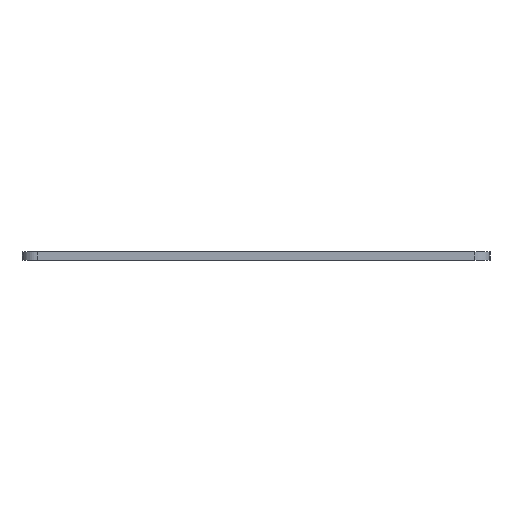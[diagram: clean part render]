
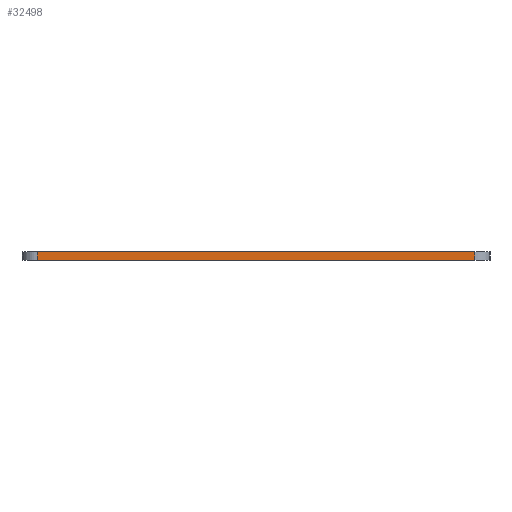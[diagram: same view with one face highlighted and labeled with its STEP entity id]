
A CAD part, left-side view. The second image highlights one B-rep face of the part: STEP entity #32498.
In plain terms, the highlighted planar face has unit normal (-1, 0, 0).
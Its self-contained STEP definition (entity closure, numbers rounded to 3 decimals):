
#84 = PLANE('',#85);
#85 = AXIS2_PLACEMENT_3D('',#86,#87,#88);
#86 = CARTESIAN_POINT('',(190.5,-152.4,1.6));
#87 = DIRECTION('',(0.,0.,1.));
#88 = DIRECTION('',(1.,0.,-0.));
#139 = PLANE('',#140);
#140 = AXIS2_PLACEMENT_3D('',#141,#142,#143);
#141 = CARTESIAN_POINT('',(190.5,-152.4,0.));
#142 = DIRECTION('',(0.,0.,1.));
#143 = DIRECTION('',(1.,0.,-0.));
#248 = CYLINDRICAL_SURFACE('',#249,3.);
#249 = AXIS2_PLACEMENT_3D('',#250,#251,#252);
#250 = CARTESIAN_POINT('',(42.775,-108.7,0.));
#251 = DIRECTION('',(-0.,-0.,-1.));
#252 = DIRECTION('',(1.,0.,-0.));
#309 = VERTEX_POINT('',#310);
#310 = CARTESIAN_POINT('',(39.775,-108.7,0.));
#332 = EDGE_CURVE('',#333,#309,#335,.T.);
#333 = VERTEX_POINT('',#334);
#334 = CARTESIAN_POINT('',(39.775,-196.1,0.));
#335 = SURFACE_CURVE('',#336,(#340,#347),.PCURVE_S1.);
#336 = LINE('',#337,#338);
#337 = CARTESIAN_POINT('',(39.775,-196.1,0.));
#338 = VECTOR('',#339,1.);
#339 = DIRECTION('',(0.,1.,0.));
#340 = PCURVE('',#139,#341);
#341 = DEFINITIONAL_REPRESENTATION('',(#342),#346);
#342 = LINE('',#343,#344);
#343 = CARTESIAN_POINT('',(-150.725,-43.7));
#344 = VECTOR('',#345,1.);
#345 = DIRECTION('',(0.,1.));
#346 = ( GEOMETRIC_REPRESENTATION_CONTEXT(2) 
PARAMETRIC_REPRESENTATION_CONTEXT() REPRESENTATION_CONTEXT('2D SPACE',''
  ) );
#347 = PCURVE('',#348,#353);
#348 = PLANE('',#349);
#349 = AXIS2_PLACEMENT_3D('',#350,#351,#352);
#350 = CARTESIAN_POINT('',(39.775,-196.1,0.));
#351 = DIRECTION('',(-1.,0.,0.));
#352 = DIRECTION('',(0.,1.,0.));
#353 = DEFINITIONAL_REPRESENTATION('',(#354),#358);
#354 = LINE('',#355,#356);
#355 = CARTESIAN_POINT('',(0.,0.));
#356 = VECTOR('',#357,1.);
#357 = DIRECTION('',(1.,0.));
#358 = ( GEOMETRIC_REPRESENTATION_CONTEXT(2) 
PARAMETRIC_REPRESENTATION_CONTEXT() REPRESENTATION_CONTEXT('2D SPACE',''
  ) );
#377 = CYLINDRICAL_SURFACE('',#378,3.);
#378 = AXIS2_PLACEMENT_3D('',#379,#380,#381);
#379 = CARTESIAN_POINT('',(42.775,-196.1,0.));
#380 = DIRECTION('',(-0.,-0.,-1.));
#381 = DIRECTION('',(1.,0.,-0.));
#17774 = VERTEX_POINT('',#17775);
#17775 = CARTESIAN_POINT('',(39.775,-108.7,1.6));
#17797 = EDGE_CURVE('',#17798,#17774,#17800,.T.);
#17798 = VERTEX_POINT('',#17799);
#17799 = CARTESIAN_POINT('',(39.775,-196.1,1.6));
#17800 = SURFACE_CURVE('',#17801,(#17805,#17812),.PCURVE_S1.);
#17801 = LINE('',#17802,#17803);
#17802 = CARTESIAN_POINT('',(39.775,-196.1,1.6));
#17803 = VECTOR('',#17804,1.);
#17804 = DIRECTION('',(0.,1.,0.));
#17805 = PCURVE('',#84,#17806);
#17806 = DEFINITIONAL_REPRESENTATION('',(#17807),#17811);
#17807 = LINE('',#17808,#17809);
#17808 = CARTESIAN_POINT('',(-150.725,-43.7));
#17809 = VECTOR('',#17810,1.);
#17810 = DIRECTION('',(0.,1.));
#17811 = ( GEOMETRIC_REPRESENTATION_CONTEXT(2) 
PARAMETRIC_REPRESENTATION_CONTEXT() REPRESENTATION_CONTEXT('2D SPACE',''
  ) );
#17812 = PCURVE('',#348,#17813);
#17813 = DEFINITIONAL_REPRESENTATION('',(#17814),#17818);
#17814 = LINE('',#17815,#17816);
#17815 = CARTESIAN_POINT('',(0.,-1.6));
#17816 = VECTOR('',#17817,1.);
#17817 = DIRECTION('',(1.,0.));
#17818 = ( GEOMETRIC_REPRESENTATION_CONTEXT(2) 
PARAMETRIC_REPRESENTATION_CONTEXT() REPRESENTATION_CONTEXT('2D SPACE',''
  ) );
#32450 = EDGE_CURVE('',#309,#17774,#32451,.T.);
#32451 = SURFACE_CURVE('',#32452,(#32456,#32463),.PCURVE_S1.);
#32452 = LINE('',#32453,#32454);
#32453 = CARTESIAN_POINT('',(39.775,-108.7,0.));
#32454 = VECTOR('',#32455,1.);
#32455 = DIRECTION('',(0.,0.,1.));
#32456 = PCURVE('',#248,#32457);
#32457 = DEFINITIONAL_REPRESENTATION('',(#32458),#32462);
#32458 = LINE('',#32459,#32460);
#32459 = CARTESIAN_POINT('',(-3.142,0.));
#32460 = VECTOR('',#32461,1.);
#32461 = DIRECTION('',(-0.,-1.));
#32462 = ( GEOMETRIC_REPRESENTATION_CONTEXT(2) 
PARAMETRIC_REPRESENTATION_CONTEXT() REPRESENTATION_CONTEXT('2D SPACE',''
  ) );
#32463 = PCURVE('',#348,#32464);
#32464 = DEFINITIONAL_REPRESENTATION('',(#32465),#32469);
#32465 = LINE('',#32466,#32467);
#32466 = CARTESIAN_POINT('',(87.4,0.));
#32467 = VECTOR('',#32468,1.);
#32468 = DIRECTION('',(0.,-1.));
#32469 = ( GEOMETRIC_REPRESENTATION_CONTEXT(2) 
PARAMETRIC_REPRESENTATION_CONTEXT() REPRESENTATION_CONTEXT('2D SPACE',''
  ) );
#32498 = ADVANCED_FACE('',(#32499),#348,.T.);
#32499 = FACE_BOUND('',#32500,.T.);
#32500 = EDGE_LOOP('',(#32501,#32522,#32523,#32524));
#32501 = ORIENTED_EDGE('',*,*,#32502,.T.);
#32502 = EDGE_CURVE('',#333,#17798,#32503,.T.);
#32503 = SURFACE_CURVE('',#32504,(#32508,#32515),.PCURVE_S1.);
#32504 = LINE('',#32505,#32506);
#32505 = CARTESIAN_POINT('',(39.775,-196.1,0.));
#32506 = VECTOR('',#32507,1.);
#32507 = DIRECTION('',(0.,0.,1.));
#32508 = PCURVE('',#348,#32509);
#32509 = DEFINITIONAL_REPRESENTATION('',(#32510),#32514);
#32510 = LINE('',#32511,#32512);
#32511 = CARTESIAN_POINT('',(0.,0.));
#32512 = VECTOR('',#32513,1.);
#32513 = DIRECTION('',(0.,-1.));
#32514 = ( GEOMETRIC_REPRESENTATION_CONTEXT(2) 
PARAMETRIC_REPRESENTATION_CONTEXT() REPRESENTATION_CONTEXT('2D SPACE',''
  ) );
#32515 = PCURVE('',#377,#32516);
#32516 = DEFINITIONAL_REPRESENTATION('',(#32517),#32521);
#32517 = LINE('',#32518,#32519);
#32518 = CARTESIAN_POINT('',(-3.142,0.));
#32519 = VECTOR('',#32520,1.);
#32520 = DIRECTION('',(-0.,-1.));
#32521 = ( GEOMETRIC_REPRESENTATION_CONTEXT(2) 
PARAMETRIC_REPRESENTATION_CONTEXT() REPRESENTATION_CONTEXT('2D SPACE',''
  ) );
#32522 = ORIENTED_EDGE('',*,*,#17797,.T.);
#32523 = ORIENTED_EDGE('',*,*,#32450,.F.);
#32524 = ORIENTED_EDGE('',*,*,#332,.F.);
